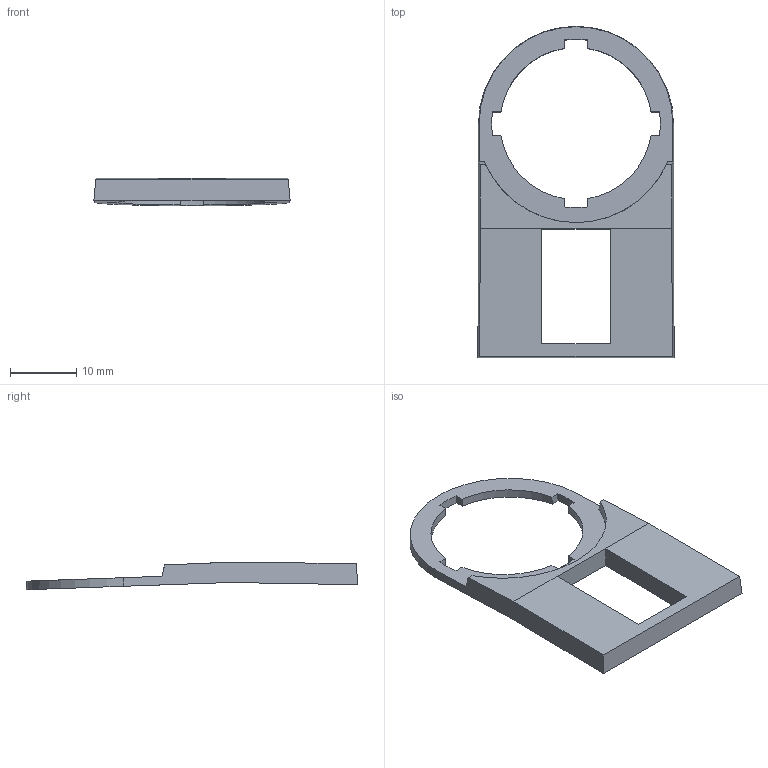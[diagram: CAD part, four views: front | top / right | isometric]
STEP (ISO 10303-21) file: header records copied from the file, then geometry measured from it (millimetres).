
FILE_DESCRIPTION(('SolidDesigner STEP Export'),'2;1');
FILE_NAME('0827448_CARRIER_EMP_22_27x18-select.stp','2014-02-27T13:46:29',(''),(''),'Creo Elements/Direct Modeling STEP processor for AP214 (Solid Model)','Creo Elements/Direct Modeling 18.1 06-May-2012 (C) Parametric Technology GmbH','');
FILE_SCHEMA(('AUTOMOTIVE_DESIGN { 1 0 10303 214 1 1 1 1 }'));
Length unit declared in the file: millimetre
Products named in the file (2): 0827448_CARRIER_EMP_22_27x18-select
Assembly tree (1 placements, depth 2):
  0827448_CARRIER_EMP_22_27x18-select
    0827448_CARRIER_EMP_22_27x18-select
Bounding box: 29.68 x 50.12 x 4.16 mm (x, y, z)
Volume: 1897.9 mm3; surface area: 2217.5 mm2
Topology: 1 solids, 1 shells, 32 faces, 92 edges, 60 vertices
Faces by surface type: plane 22, cylinder 8, cone 2
Entity records: 1347 total; most frequent: CARTESIAN_POINT 184, ORIENTED_EDGE 184, DIRECTION 180, EDGE_CURVE 92, VECTOR 68, LINE 68, VERTEX_POINT 60, AXIS2_PLACEMENT_3D 56
